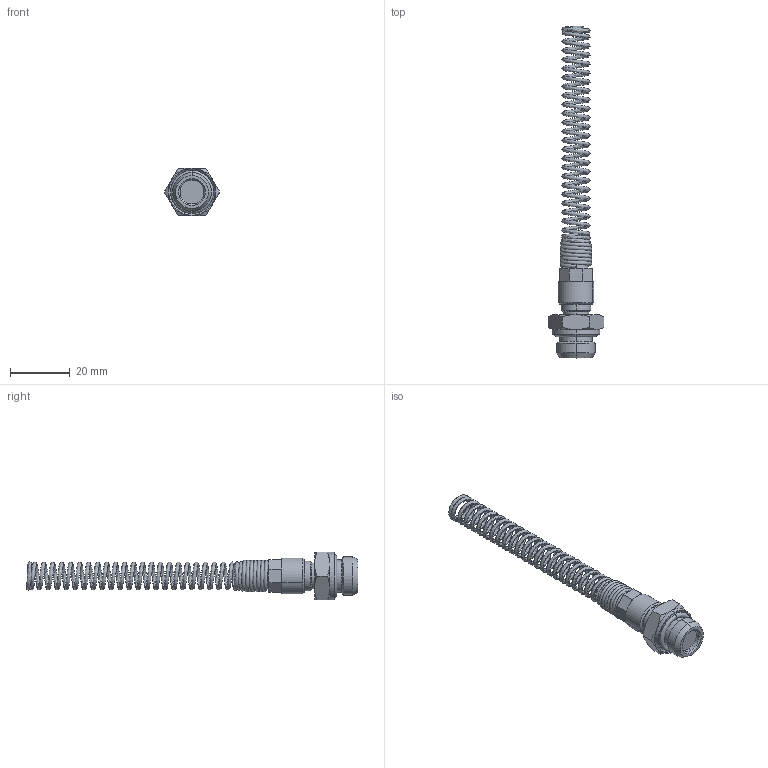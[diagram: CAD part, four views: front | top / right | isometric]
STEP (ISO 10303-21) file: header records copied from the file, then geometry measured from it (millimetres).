
FILE_DESCRIPTION (( 'STEP AP214' ), '1' );
FILE_NAME ('0102800002.step', '2012-09-28T13:20:19', ( '' ), ( '' ), 'SwSTEP 2.0', 'SolidWorks 2012', '' );
FILE_SCHEMA (( 'AUTOMOTIVE_DESIGN' ));
Length unit declared in the file: millimetre
Products named in the file (1): 0102800002
Bounding box: 18.48 x 111 x 16 mm (x, y, z)
Volume: 5114.2 mm3; surface area: 5687.4 mm2
Topology: 3 solids, 4 shells, 114 faces, 250 edges, 149 vertices
Faces by surface type: cone 46, plane 27, cylinder 26, torus 8, bspline 7
Entity records: 21045 total; most frequent: CARTESIAN_POINT 17342, ORIENTED_EDGE 500, DIRECTION 493, EDGE_CURVE 250, AXIS2_PLACEMENT_3D 210, VERTEX_POINT 149, EDGE_LOOP 123, UNCERTAINTY_MEASURE_WITH_UNIT 119
